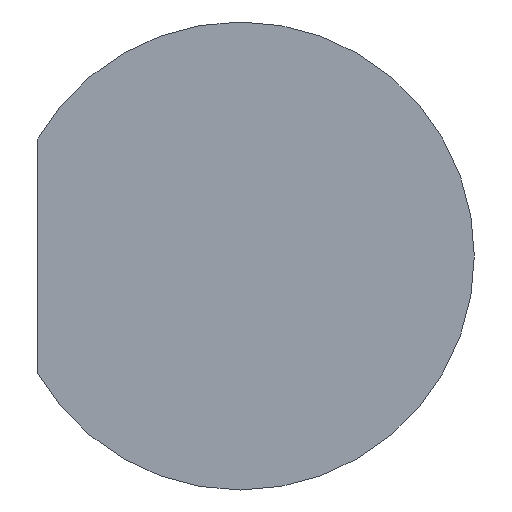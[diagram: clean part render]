
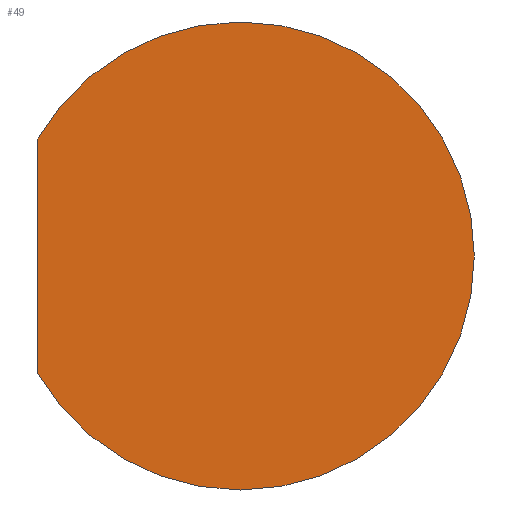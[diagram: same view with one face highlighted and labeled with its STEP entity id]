
A CAD part, left-side view. The second image highlights one B-rep face of the part: STEP entity #49.
In plain terms, the highlighted planar face has unit normal (-1, 0, 0).
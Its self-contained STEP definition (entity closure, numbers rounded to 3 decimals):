
#7 = VECTOR ( 'NONE', #152, 1000. ) ;
#12 = DIRECTION ( 'NONE',  ( 1., 0., 0. ) ) ;
#14 = CARTESIAN_POINT ( 'NONE',  ( 0., 0., 0. ) ) ;
#22 = AXIS2_PLACEMENT_3D ( 'NONE', #140, #187, #25 ) ;
#24 = CIRCLE ( 'NONE', #163, 3. ) ;
#25 = DIRECTION ( 'NONE',  ( 0., 0., -1. ) ) ;
#40 = EDGE_CURVE ( 'NONE', #151, #74, #98, .T. ) ;
#49 = ADVANCED_FACE ( 'NONE', ( #139 ), #157, .F. ) ;
#60 = AXIS2_PLACEMENT_3D ( 'NONE', #204, #95, #162 ) ;
#63 = LINE ( 'NONE', #107, #7 ) ;
#64 = AXIS2_PLACEMENT_3D ( 'NONE', #156, #12, #105 ) ;
#66 = EDGE_CURVE ( 'NONE', #102, #88, #63, .T. ) ;
#69 = CARTESIAN_POINT ( 'NONE',  ( 0., 0., 3. ) ) ;
#74 = VERTEX_POINT ( 'NONE', #120 ) ;
#78 = ORIENTED_EDGE ( 'NONE', *, *, #191, .F. ) ;
#79 = CARTESIAN_POINT ( 'NONE',  ( 0., 2.598, -1.5 ) ) ;
#81 = DIRECTION ( 'NONE',  ( 0., 0., -1. ) ) ;
#85 = EDGE_CURVE ( 'NONE', #74, #102, #142, .T. ) ;
#88 = VERTEX_POINT ( 'NONE', #92 ) ;
#91 = EDGE_LOOP ( 'NONE', ( #78, #182, #121, #154 ) ) ;
#92 = CARTESIAN_POINT ( 'NONE',  ( 0., 2.598, 1.5 ) ) ;
#95 = DIRECTION ( 'NONE',  ( 1., 0., 0. ) ) ;
#98 = CIRCLE ( 'NONE', #60, 3. ) ;
#102 = VERTEX_POINT ( 'NONE', #79 ) ;
#105 = DIRECTION ( 'NONE',  ( 0., 0., -1. ) ) ;
#107 = CARTESIAN_POINT ( 'NONE',  ( 0., 2.598, -1.5 ) ) ;
#120 = CARTESIAN_POINT ( 'NONE',  ( 0., 0., -3. ) ) ;
#121 = ORIENTED_EDGE ( 'NONE', *, *, #85, .F. ) ;
#139 = FACE_OUTER_BOUND ( 'NONE', #91, .T. ) ;
#140 = CARTESIAN_POINT ( 'NONE',  ( 0., 0., 0. ) ) ;
#142 = CIRCLE ( 'NONE', #64, 3. ) ;
#145 = DIRECTION ( 'NONE',  ( 1., 0., 0. ) ) ;
#151 = VERTEX_POINT ( 'NONE', #69 ) ;
#152 = DIRECTION ( 'NONE',  ( 0., 0., 1. ) ) ;
#154 = ORIENTED_EDGE ( 'NONE', *, *, #40, .F. ) ;
#156 = CARTESIAN_POINT ( 'NONE',  ( 0., 0., 0. ) ) ;
#157 = PLANE ( 'NONE',  #22 ) ;
#162 = DIRECTION ( 'NONE',  ( 0., 0., -1. ) ) ;
#163 = AXIS2_PLACEMENT_3D ( 'NONE', #14, #145, #81 ) ;
#182 = ORIENTED_EDGE ( 'NONE', *, *, #66, .F. ) ;
#187 = DIRECTION ( 'NONE',  ( 1., 0., 0. ) ) ;
#191 = EDGE_CURVE ( 'NONE', #88, #151, #24, .T. ) ;
#204 = CARTESIAN_POINT ( 'NONE',  ( 0., 0., 0. ) ) ;
